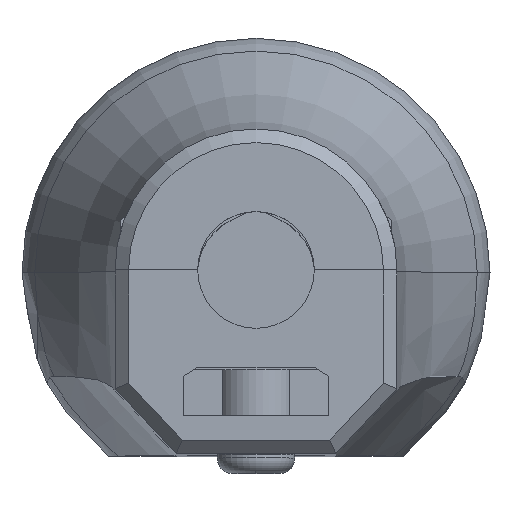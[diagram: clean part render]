
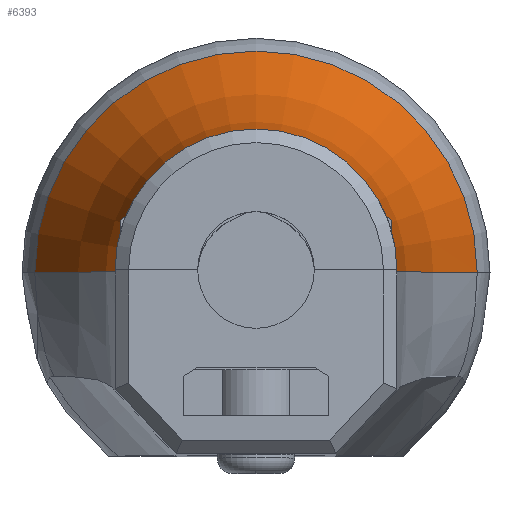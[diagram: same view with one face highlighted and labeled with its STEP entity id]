
A CAD part, top view. The second image highlights one B-rep face of the part: STEP entity #6393.
In plain terms, the highlighted toroidal (fillet/blend) face has major radius 44.75 mm and minor radius 37.5 mm.
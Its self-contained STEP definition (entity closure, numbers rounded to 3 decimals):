
#207=TOROIDAL_SURFACE('',#6969,44.75,37.5);
#470=FACE_OUTER_BOUND('',#843,.T.);
#843=EDGE_LOOP('',(#5094,#5095,#5096,#5097));
#1096=B_SPLINE_CURVE_WITH_KNOTS('',3,(#10080,#10081,#10082,#10083,#10084,
#10085,#10086,#10087),.UNSPECIFIED.,.F.,.F.,(4,2,2,4),(9.425,
9.719,10.413,11.107),.UNSPECIFIED.);
#1327=CIRCLE('',#6898,7.25);
#1330=CIRCLE('',#6907,37.5);
#1347=CIRCLE('',#6964,11.376);
#2791=VERTEX_POINT('',#10023);
#2792=VERTEX_POINT('',#10025);
#2816=VERTEX_POINT('',#10075);
#2817=VERTEX_POINT('',#10079);
#3544=EDGE_CURVE('',#2792,#2791,#1327,.T.);
#3570=EDGE_CURVE('',#2791,#2816,#1330,.T.);
#3571=EDGE_CURVE('',#2817,#2792,#1096,.T.);
#3669=EDGE_CURVE('',#2817,#2816,#1347,.T.);
#5094=ORIENTED_EDGE('',*,*,#3669,.F.);
#5095=ORIENTED_EDGE('',*,*,#3571,.T.);
#5096=ORIENTED_EDGE('',*,*,#3544,.T.);
#5097=ORIENTED_EDGE('',*,*,#3570,.T.);
#6393=ADVANCED_FACE('',(#470),#207,.F.);
#6898=AXIS2_PLACEMENT_3D('',#10026,#7758,#7759);
#6907=AXIS2_PLACEMENT_3D('',#10077,#7794,#7795);
#6964=AXIS2_PLACEMENT_3D('',#10551,#7971,#7972);
#6969=AXIS2_PLACEMENT_3D('',#10556,#7981,#7982);
#7758=DIRECTION('center_axis',(0.,0.,
-1.));
#7759=DIRECTION('ref_axis',(0.,-1.,0.));
#7794=DIRECTION('center_axis',(0.,-1.,0.));
#7795=DIRECTION('ref_axis',(1.,0.,0.));
#7971=DIRECTION('center_axis',(0.,0.,
-1.));
#7972=DIRECTION('ref_axis',(0.,1.,0.));
#7981=DIRECTION('center_axis',(0.,0.,
-1.));
#7982=DIRECTION('ref_axis',(0.,1.,0.));
#10023=CARTESIAN_POINT('',(37.094,44.188,68.738));
#10025=CARTESIAN_POINT('',(22.594,44.188,68.738));
#10026=CARTESIAN_POINT('Origin',(29.844,44.188,68.738));
#10075=CARTESIAN_POINT('',(41.22,44.188,51.637));
#10077=CARTESIAN_POINT('Origin',(74.594,44.188,68.738));
#10079=CARTESIAN_POINT('',(18.467,44.188,51.637));
#10080=CARTESIAN_POINT('Ctrl Pts',(18.467,44.188,51.637));
#10081=CARTESIAN_POINT('Ctrl Pts',(18.94,44.188,52.56));
#10082=CARTESIAN_POINT('Ctrl Pts',(19.365,44.188,53.484));
#10083=CARTESIAN_POINT('Ctrl Pts',(20.625,44.188,56.525));
#10084=CARTESIAN_POINT('Ctrl Pts',(21.381,44.188,58.948));
#10085=CARTESIAN_POINT('Ctrl Pts',(22.365,44.188,63.897));
#10086=CARTESIAN_POINT('Ctrl Pts',(22.594,44.188,66.424));
#10087=CARTESIAN_POINT('Ctrl Pts',(22.594,44.188,68.738));
#10551=CARTESIAN_POINT('Origin',(29.844,44.188,51.637));
#10556=CARTESIAN_POINT('Origin',(29.844,44.188,68.738));
